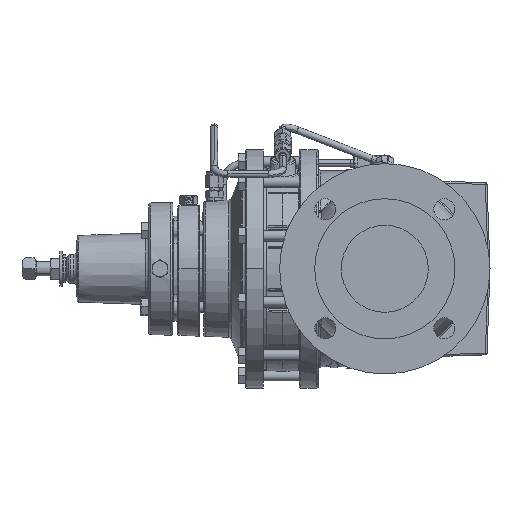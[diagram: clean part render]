
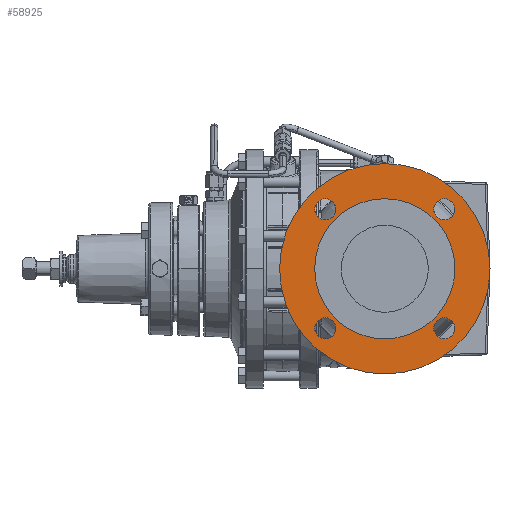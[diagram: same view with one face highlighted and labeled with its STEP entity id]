
A CAD part, left-side view. The second image highlights one B-rep face of the part: STEP entity #58925.
In plain terms, the highlighted planar face has unit normal (-1, 0, 0).
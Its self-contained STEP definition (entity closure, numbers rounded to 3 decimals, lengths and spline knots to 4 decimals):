
#4014 = CARTESIAN_POINT ( 'NONE',  ( -6.0315, -2.1213, 2.1213 ) ) ;
#7032 = EDGE_CURVE ( 'Defeatured_0_512+Defeatured_0_2391+Defeatured_0_2391+Defeatured_0_2391', #81023, #193107, #137166, .T. ) ;
#8925 = DIRECTION ( 'NONE',  ( 1., 0., 0. ) ) ;
#9622 = DIRECTION ( 'NONE',  ( 1., 0., 0. ) ) ;
#13023 = EDGE_LOOP ( 'NONE', ( #210025, #152958 ) ) ;
#17397 = CARTESIAN_POINT ( 'NONE',  ( -6.0315, 2.1213, -2.1213 ) ) ;
#17406 = DIRECTION ( 'NONE',  ( 1., 0., 0. ) ) ;
#18528 = DIRECTION ( 'NONE',  ( 1., 0., 0. ) ) ;
#27534 = DIRECTION ( 'NONE',  ( 1., 0., 0. ) ) ;
#28014 = CARTESIAN_POINT ( 'NONE',  ( -6.0315, -2.1213, -2.1213 ) ) ;
#29745 = DIRECTION ( 'NONE',  ( 0., 0., -1. ) ) ;
#30188 = DIRECTION ( 'NONE',  ( 0., 0., -1. ) ) ;
#32616 = AXIS2_PLACEMENT_3D ( 'NONE', #81160, #115903, #30188 ) ;
#32928 = DIRECTION ( 'NONE',  ( 0., 0., -1. ) ) ;
#36415 = AXIS2_PLACEMENT_3D ( 'NONE', #4014, #190872, #37180 ) ;
#36644 = EDGE_LOOP ( 'NONE', ( #139252, #83271 ) ) ;
#37180 = DIRECTION ( 'NONE',  ( 0., 0., -1. ) ) ;
#37951 = CARTESIAN_POINT ( 'NONE',  ( -6.0315, 2.1213, 2.1213 ) ) ;
#41684 = ORIENTED_EDGE ( 'NONE', *, *, #168678, .T. ) ;
#48003 = EDGE_CURVE ( 'Defeatured_0_514+Defeatured_0_512+Defeatured_0_512+Defeatured_0_512', #200131, #68486, #190978, .T. ) ;
#49607 = FACE_OUTER_BOUND ( 'NONE', #36644, .T. ) ;
#52188 = AXIS2_PLACEMENT_3D ( 'NONE', #204675, #18528, #201767 ) ;
#53767 = CARTESIAN_POINT ( 'NONE',  ( -6.0315, -2.1213, 2.4963 ) ) ;
#54832 = CARTESIAN_POINT ( 'NONE',  ( -6.0315, 0., 2.5 ) ) ;
#56017 = EDGE_CURVE ( 'Defeatured_0_39+Defeatured_0_512+Defeatured_0_512+Defeatured_0_512', #63660, #151651, #171933, .T. ) ;
#56944 = CARTESIAN_POINT ( 'NONE',  ( -6.0315, 2.1213, -2.4963 ) ) ;
#57981 = CARTESIAN_POINT ( 'NONE',  ( -6.0315, 0., 0. ) ) ;
#58423 = CIRCLE ( 'NONE', #69711, 0.375 ) ;
#58925 = ADVANCED_FACE ( 'Defeatured_0_512', ( #200410, #173855, #189781, #205730, #99953, #49607 ), #61277, .F. ) ;
#59734 = DIRECTION ( 'NONE',  ( 1., 0., 0. ) ) ;
#60557 = CARTESIAN_POINT ( 'NONE',  ( -6.0315, 0., 0. ) ) ;
#61277 = PLANE ( 'NONE',  #162379 ) ;
#62759 = CARTESIAN_POINT ( 'NONE',  ( -6.0315, 0., 2.5 ) ) ;
#63660 = VERTEX_POINT ( 'NONE', #191958 ) ;
#64325 = EDGE_LOOP ( 'NONE', ( #200364, #41684 ) ) ;
#65793 = CARTESIAN_POINT ( 'NONE',  ( -6.0315, -2.1213, 2.1213 ) ) ;
#66738 = VERTEX_POINT ( 'NONE', #53767 ) ;
#67967 = CIRCLE ( 'NONE', #79797, 0.375 ) ;
#68486 = VERTEX_POINT ( 'NONE', #54832 ) ;
#69711 = AXIS2_PLACEMENT_3D ( 'NONE', #37951, #87558, #205004 ) ;
#70804 = ORIENTED_EDGE ( 'NONE', *, *, #7032, .T. ) ;
#79797 = AXIS2_PLACEMENT_3D ( 'NONE', #65793, #98324, #81328 ) ;
#81023 = VERTEX_POINT ( 'NONE', #158748 ) ;
#81160 = CARTESIAN_POINT ( 'NONE',  ( -6.0315, -2.1213, -2.1213 ) ) ;
#81328 = DIRECTION ( 'NONE',  ( 0., 0., -1. ) ) ;
#82706 = CARTESIAN_POINT ( 'NONE',  ( -6.0315, 2.1213, 2.4963 ) ) ;
#83153 = CARTESIAN_POINT ( 'NONE',  ( -6.0315, -2.1213, -2.4963 ) ) ;
#83271 = ORIENTED_EDGE ( 'NONE', *, *, #165248, .F. ) ;
#85379 = CARTESIAN_POINT ( 'NONE',  ( -6.0315, 2.1213, 2.1213 ) ) ;
#87558 = DIRECTION ( 'NONE',  ( 1., 0., 0. ) ) ;
#89925 = AXIS2_PLACEMENT_3D ( 'NONE', #60557, #8925, #211330 ) ;
#91624 = CIRCLE ( 'NONE', #32616, 0.375 ) ;
#92853 = VERTEX_POINT ( 'NONE', #137652 ) ;
#92921 = EDGE_LOOP ( 'NONE', ( #125789, #136671 ) ) ;
#98324 = DIRECTION ( 'NONE',  ( 1., 0., 0. ) ) ;
#99953 = FACE_BOUND ( 'NONE', #129910, .T. ) ;
#102985 = CIRCLE ( 'NONE', #52188, 3.75 ) ;
#110550 = AXIS2_PLACEMENT_3D ( 'NONE', #57981, #195443, #159282 ) ;
#110709 = VERTEX_POINT ( 'NONE', #83153 ) ;
#114042 = EDGE_CURVE ( 'Defeatured_0_514+Defeatured_0_512+Defeatured_0_512+Defeatured_0_512', #68486, #200131, #208637, .T. ) ;
#115903 = DIRECTION ( 'NONE',  ( 1., 0., 0. ) ) ;
#116645 = CARTESIAN_POINT ( 'NONE',  ( -6.0315, -3.75, 0. ) ) ;
#117960 = CARTESIAN_POINT ( 'NONE',  ( -6.0315, 0., -2.5 ) ) ;
#120937 = VERTEX_POINT ( 'NONE', #207308 ) ;
#125789 = ORIENTED_EDGE ( 'NONE', *, *, #215849, .T. ) ;
#129910 = EDGE_LOOP ( 'NONE', ( #158762, #214936 ) ) ;
#130035 = DIRECTION ( 'NONE',  ( 0., 0., -1. ) ) ;
#131265 = AXIS2_PLACEMENT_3D ( 'NONE', #17397, #150418, #32928 ) ;
#131502 = ORIENTED_EDGE ( 'NONE', *, *, #203749, .T. ) ;
#132409 = VERTEX_POINT ( 'NONE', #82706 ) ;
#136671 = ORIENTED_EDGE ( 'NONE', *, *, #187267, .T. ) ;
#137166 = CIRCLE ( 'NONE', #145101, 0.375 ) ;
#137652 = CARTESIAN_POINT ( 'NONE',  ( -6.0315, -2.1213, -1.7463 ) ) ;
#139252 = ORIENTED_EDGE ( 'NONE', *, *, #56017, .F. ) ;
#140313 = VERTEX_POINT ( 'NONE', #209616 ) ;
#140849 = EDGE_CURVE ( 'Defeatured_0_512+Defeatured_0_2392+Defeatured_0_2392+Defeatured_0_2392', #92853, #110709, #176593, .T. ) ;
#144346 = DIRECTION ( 'NONE',  ( 0., 0., 1. ) ) ;
#145101 = AXIS2_PLACEMENT_3D ( 'NONE', #197504, #27534, #29745 ) ;
#150418 = DIRECTION ( 'NONE',  ( 1., 0., 0. ) ) ;
#151651 = VERTEX_POINT ( 'NONE', #116645 ) ;
#152958 = ORIENTED_EDGE ( 'NONE', *, *, #195486, .T. ) ;
#158748 = CARTESIAN_POINT ( 'NONE',  ( -6.0315, 2.1213, -1.7463 ) ) ;
#158762 = ORIENTED_EDGE ( 'NONE', *, *, #114042, .F. ) ;
#159282 = DIRECTION ( 'NONE',  ( 0., 0., 1. ) ) ;
#161822 = CIRCLE ( 'NONE', #181653, 0.375 ) ;
#162379 = AXIS2_PLACEMENT_3D ( 'NONE', #62759, #9622, #130035 ) ;
#165248 = EDGE_CURVE ( 'Defeatured_0_39+Defeatured_0_512+Defeatured_0_512+Defeatured_0_512', #151651, #63660, #102985, .T. ) ;
#168678 = EDGE_CURVE ( 'Defeatured_0_512+Defeatured_0_2394+Defeatured_0_2394+Defeatured_0_2394', #140313, #132409, #58423, .T. ) ;
#171933 = CIRCLE ( 'NONE', #89925, 3.75 ) ;
#173855 = FACE_BOUND ( 'NONE', #92921, .T. ) ;
#176593 = CIRCLE ( 'NONE', #183107, 0.375 ) ;
#176665 = CIRCLE ( 'NONE', #131265, 0.375 ) ;
#177219 = CIRCLE ( 'NONE', #36415, 0.375 ) ;
#181653 = AXIS2_PLACEMENT_3D ( 'NONE', #85379, #17406, #203573 ) ;
#181945 = EDGE_CURVE ( 'Defeatured_0_512+Defeatured_0_2394+Defeatured_0_2394+Defeatured_0_2394', #132409, #140313, #161822, .T. ) ;
#183107 = AXIS2_PLACEMENT_3D ( 'NONE', #28014, #59734, #195775 ) ;
#187267 = EDGE_CURVE ( 'Defeatured_0_512+Defeatured_0_2393+Defeatured_0_2393+Defeatured_0_2393', #120937, #66738, #67967, .T. ) ;
#189781 = FACE_BOUND ( 'NONE', #13023, .T. ) ;
#190872 = DIRECTION ( 'NONE',  ( 1., 0., 0. ) ) ;
#190978 = CIRCLE ( 'NONE', #195442, 2.5 ) ;
#191958 = CARTESIAN_POINT ( 'NONE',  ( -6.0315, 3.75, 0. ) ) ;
#193107 = VERTEX_POINT ( 'NONE', #56944 ) ;
#193167 = CARTESIAN_POINT ( 'NONE',  ( -6.0315, 0., 0. ) ) ;
#193877 = DIRECTION ( 'NONE',  ( -1., 0., 0. ) ) ;
#195442 = AXIS2_PLACEMENT_3D ( 'NONE', #193167, #193877, #144346 ) ;
#195443 = DIRECTION ( 'NONE',  ( -1., 0., 0. ) ) ;
#195486 = EDGE_CURVE ( 'Defeatured_0_512+Defeatured_0_2392+Defeatured_0_2392+Defeatured_0_2392', #110709, #92853, #91624, .T. ) ;
#195775 = DIRECTION ( 'NONE',  ( 0., 0., -1. ) ) ;
#197504 = CARTESIAN_POINT ( 'NONE',  ( -6.0315, 2.1213, -2.1213 ) ) ;
#200131 = VERTEX_POINT ( 'NONE', #117960 ) ;
#200364 = ORIENTED_EDGE ( 'NONE', *, *, #181945, .T. ) ;
#200410 = FACE_BOUND ( 'NONE', #64325, .T. ) ;
#201767 = DIRECTION ( 'NONE',  ( 0., 0., -1. ) ) ;
#203134 = EDGE_LOOP ( 'NONE', ( #70804, #131502 ) ) ;
#203573 = DIRECTION ( 'NONE',  ( 0., 0., -1. ) ) ;
#203749 = EDGE_CURVE ( 'Defeatured_0_512+Defeatured_0_2391+Defeatured_0_2391+Defeatured_0_2391', #193107, #81023, #176665, .T. ) ;
#204675 = CARTESIAN_POINT ( 'NONE',  ( -6.0315, 0., 0. ) ) ;
#205004 = DIRECTION ( 'NONE',  ( 0., 0., -1. ) ) ;
#205730 = FACE_BOUND ( 'NONE', #203134, .T. ) ;
#207308 = CARTESIAN_POINT ( 'NONE',  ( -6.0315, -2.1213, 1.7463 ) ) ;
#208637 = CIRCLE ( 'NONE', #110550, 2.5 ) ;
#209616 = CARTESIAN_POINT ( 'NONE',  ( -6.0315, 2.1213, 1.7463 ) ) ;
#210025 = ORIENTED_EDGE ( 'NONE', *, *, #140849, .T. ) ;
#211330 = DIRECTION ( 'NONE',  ( 0., 0., -1. ) ) ;
#214936 = ORIENTED_EDGE ( 'NONE', *, *, #48003, .F. ) ;
#215849 = EDGE_CURVE ( 'Defeatured_0_512+Defeatured_0_2393+Defeatured_0_2393+Defeatured_0_2393', #66738, #120937, #177219, .T. ) ;
